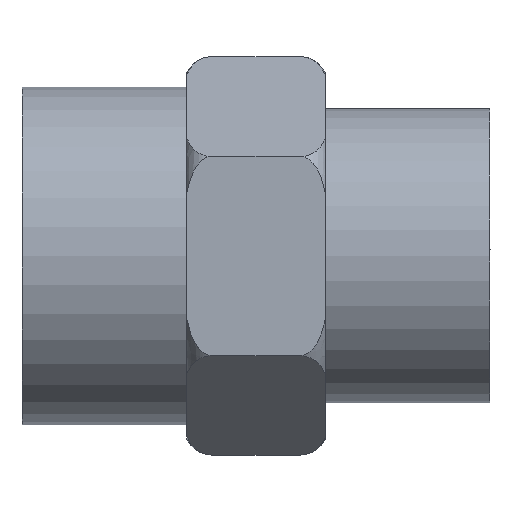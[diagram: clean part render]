
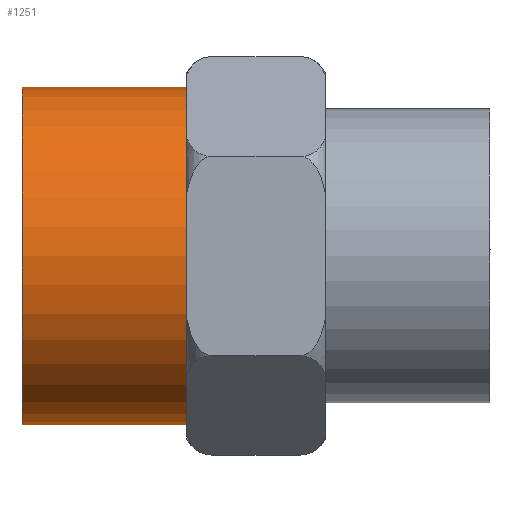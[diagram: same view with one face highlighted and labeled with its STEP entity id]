
A CAD part, front view. The second image highlights one B-rep face of the part: STEP entity #1251.
In plain terms, the highlighted cylindrical face has radius 11.65 mm (diameter 23.3 mm), a full revolution.
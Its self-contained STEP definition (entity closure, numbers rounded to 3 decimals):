
#198=FACE_OUTER_BOUND('',#270,.T.);
#270=EDGE_LOOP('',(#839,#840,#841,#842));
#349=LINE('',#1710,#405);
#405=VECTOR('',#1440,14.288);
#461=CIRCLE('',#1327,11.65);
#462=CIRCLE('',#1328,11.65);
#500=VERTEX_POINT('',#1707);
#501=VERTEX_POINT('',#1709);
#637=EDGE_CURVE('',#500,#500,#461,.T.);
#638=EDGE_CURVE('',#500,#501,#349,.T.);
#639=EDGE_CURVE('',#501,#501,#462,.T.);
#839=ORIENTED_EDGE('',*,*,#637,.F.);
#840=ORIENTED_EDGE('',*,*,#638,.T.);
#841=ORIENTED_EDGE('',*,*,#639,.F.);
#842=ORIENTED_EDGE('',*,*,#638,.F.);
#1243=CYLINDRICAL_SURFACE('',#1326,11.65);
#1251=ADVANCED_FACE('',(#198),#1243,.T.);
#1326=AXIS2_PLACEMENT_3D('',#1706,#1436,#1437);
#1327=AXIS2_PLACEMENT_3D('',#1708,#1438,#1439);
#1328=AXIS2_PLACEMENT_3D('',#1711,#1441,#1442);
#1436=DIRECTION('center_axis',(1.,0.,0.));
#1437=DIRECTION('ref_axis',(0.,0.,-1.));
#1438=DIRECTION('center_axis',(1.,0.,0.));
#1439=DIRECTION('ref_axis',(0.,0.,-1.));
#1440=DIRECTION('',(-1.,0.,0.));
#1441=DIRECTION('center_axis',(-1.,0.,0.));
#1442=DIRECTION('ref_axis',(0.,0.,-1.));
#1706=CARTESIAN_POINT('Origin',(-31.668,0.,0.));
#1707=CARTESIAN_POINT('',(-6.667,0.,11.65));
#1708=CARTESIAN_POINT('Origin',(-6.667,0.,
0.));
#1709=CARTESIAN_POINT('',(-18.05,0.,11.65));
#1710=CARTESIAN_POINT('',(-31.668,0.,11.65));
#1711=CARTESIAN_POINT('Origin',(-18.05,0.,0.));
